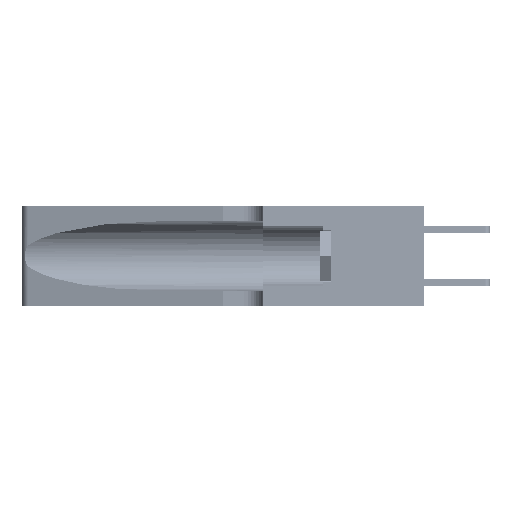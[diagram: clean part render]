
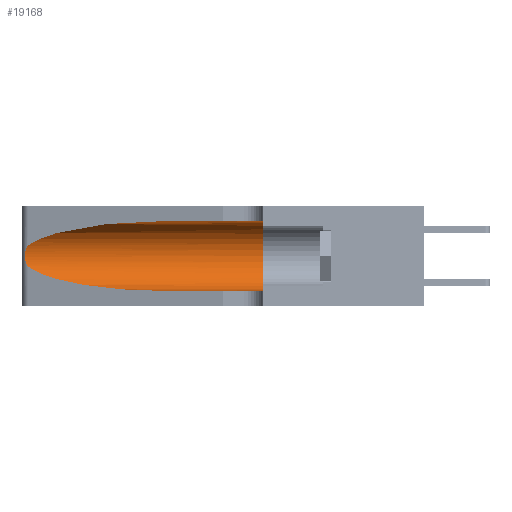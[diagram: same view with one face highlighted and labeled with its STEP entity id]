
A CAD part, left-side view. The second image highlights one B-rep face of the part: STEP entity #19168.
In plain terms, the highlighted cylindrical face has radius 3.308 mm (diameter 6.617 mm), a partial arc.
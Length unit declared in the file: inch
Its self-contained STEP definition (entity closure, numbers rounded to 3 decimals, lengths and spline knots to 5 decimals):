
#178 = CARTESIAN_POINT ( 'NONE',  ( 0.26017, 1.23833, 0.17102 ) ) ;
#385 =( BOUNDED_CURVE ( )  B_SPLINE_CURVE ( 3, ( #23677, #36441, #7454, #27042 ),
 .UNSPECIFIED., .F., .F. ) 
 B_SPLINE_CURVE_WITH_KNOTS ( ( 4, 4 ),
 ( 3.44316, 4.71239 ),
 .UNSPECIFIED. ) 
 CURVE ( )  GEOMETRIC_REPRESENTATION_ITEM ( )  RATIONAL_B_SPLINE_CURVE ( ( 1., 0.87, 0.87, 1. ) ) 
 REPRESENTATION_ITEM ( '' )  );
#1043 = EDGE_CURVE ( 'NONE', #3298, #31668, #385, .T. ) ;
#1142 = DIRECTION ( 'NONE',  ( 0., -1., 0. ) ) ;
#2032 = CARTESIAN_POINT ( 'NONE',  ( 0.25487, 1.22718, 0.22369 ) ) ;
#2538 = AXIS2_PLACEMENT_3D ( 'NONE', #29858, #10436, #17205 ) ;
#3119 = CARTESIAN_POINT ( 'NONE',  ( 0.1305, 0.35, 0.31525 ) ) ;
#3298 = VERTEX_POINT ( 'NONE', #3643 ) ;
#3390 = CARTESIAN_POINT ( 'NONE',  ( 0.25789, 1.23486, 0.15765 ) ) ;
#3643 = CARTESIAN_POINT ( 'NONE',  ( 0.25487, 1.22718, 0.14631 ) ) ;
#3915 = VECTOR ( 'NONE', #1142, 39.37008 ) ;
#4240 = CARTESIAN_POINT ( 'NONE',  ( 0.1305, 0.72297, 0.31525 ) ) ;
#4309 = CIRCLE ( 'NONE', #6335, 0.13025 ) ;
#4678 = CARTESIAN_POINT ( 'NONE',  ( 0.2373, 1.15595, 0.28018 ) ) ;
#6224 = CARTESIAN_POINT ( 'NONE',  ( 0.25787, 1.23484, 0.2124 ) ) ;
#6335 = AXIS2_PLACEMENT_3D ( 'NONE', #30332, #17530, #33431 ) ;
#6375 = ORIENTED_EDGE ( 'NONE', *, *, #33836, .T. ) ;
#6397 = CARTESIAN_POINT ( 'NONE',  ( 0.1305, 0.72297, 0.31525 ) ) ;
#7313 = VERTEX_POINT ( 'NONE', #3119 ) ;
#7454 = CARTESIAN_POINT ( 'NONE',  ( 0.18966, 0.96281, 0.05475 ) ) ;
#7478 = CARTESIAN_POINT ( 'NONE',  ( 0.18966, 0.96281, 0.31525 ) ) ;
#7754 = VERTEX_POINT ( 'NONE', #32727 ) ;
#8624 = CARTESIAN_POINT ( 'NONE',  ( 0.1305, 0.72297, 0.05475 ) ) ;
#8828 = VERTEX_POINT ( 'NONE', #39663 ) ;
#10381 = ORIENTED_EDGE ( 'NONE', *, *, #40558, .T. ) ;
#10436 = DIRECTION ( 'NONE',  ( 0., -1., 0. ) ) ;
#11021 = CARTESIAN_POINT ( 'NONE',  ( 0.25487, 1.22718, 0.22369 ) ) ;
#12542 = CARTESIAN_POINT ( 'NONE',  ( 0.26075, 1.23896, 0.178 ) ) ;
#12801 = CARTESIAN_POINT ( 'NONE',  ( 0.25487, 1.22718, 0.14631 ) ) ;
#16057 = CARTESIAN_POINT ( 'NONE',  ( 0.26075, 1.23896, 0.19203 ) ) ;
#17205 = DIRECTION ( 'NONE',  ( 0., 0., -1. ) ) ;
#17530 = DIRECTION ( 'NONE',  ( 0., 1., 0. ) ) ;
#17848 = VERTEX_POINT ( 'NONE', #6397 ) ;
#19024 = CARTESIAN_POINT ( 'NONE',  ( 0.25854, 1.2359, 0.20912 ) ) ;
#19168 = ADVANCED_FACE ( 'NONE', ( #31716 ), #35711, .F. ) ;
#19405 = ORIENTED_EDGE ( 'NONE', *, *, #1043, .T. ) ;
#21907 = ORIENTED_EDGE ( 'NONE', *, *, #24954, .F. ) ;
#22701 = CARTESIAN_POINT ( 'NONE',  ( 0.25555, 1.22993, 0.14849 ) ) ;
#23606 =( BOUNDED_CURVE ( )  B_SPLINE_CURVE ( 3, ( #4240, #7478, #4678, #11021 ),
 .UNSPECIFIED., .F., .F. ) 
 B_SPLINE_CURVE_WITH_KNOTS ( ( 4, 4 ),
 ( 1.5708, 2.84003 ),
 .UNSPECIFIED. ) 
 CURVE ( )  GEOMETRIC_REPRESENTATION_ITEM ( )  RATIONAL_B_SPLINE_CURVE ( ( 1., 0.87, 0.87, 1. ) ) 
 REPRESENTATION_ITEM ( '' )  );
#23677 = CARTESIAN_POINT ( 'NONE',  ( 0.25487, 1.22718, 0.14631 ) ) ;
#24954 = EDGE_CURVE ( 'NONE', #17848, #7313, #39118, .T. ) ;
#25544 = CARTESIAN_POINT ( 'NONE',  ( 0.25856, 1.23593, 0.16098 ) ) ;
#25624 = B_SPLINE_CURVE_WITH_KNOTS ( 'NONE', 3,
 ( #2032, #31121, #38547, #6224, #19024, #35076, #16057, #12542, #178, #25544, #3390, #32235, #22701, #12801 ),
 .UNSPECIFIED., .F., .F.,
 ( 4, 2, 2, 2, 2, 2, 4 ),
 ( 0., 0.00027, 0.00053, 0.00107, 0.0016, 0.00187, 0.00214 ),
 .UNSPECIFIED. ) ;
#26321 = CARTESIAN_POINT ( 'NONE',  ( 0.1305, 1.61858, 0.31525 ) ) ;
#27042 = CARTESIAN_POINT ( 'NONE',  ( 0.1305, 0.72297, 0.05475 ) ) ;
#27314 = ORIENTED_EDGE ( 'NONE', *, *, #29675, .T. ) ;
#28534 = LINE ( 'NONE', #28609, #38603 ) ;
#28609 = CARTESIAN_POINT ( 'NONE',  ( 0.1305, 1.61858, 0.05475 ) ) ;
#29675 = EDGE_CURVE ( 'NONE', #7754, #3298, #25624, .T. ) ;
#29858 = CARTESIAN_POINT ( 'NONE',  ( 0.1305, 1.61858, 0.185 ) ) ;
#30332 = CARTESIAN_POINT ( 'NONE',  ( 0.1305, 0.35, 0.185 ) ) ;
#30890 = EDGE_CURVE ( 'NONE', #7313, #8828, #4309, .T. ) ;
#31121 = CARTESIAN_POINT ( 'NONE',  ( 0.25555, 1.22994, 0.2215 ) ) ;
#31668 = VERTEX_POINT ( 'NONE', #8624 ) ;
#31716 = FACE_OUTER_BOUND ( 'NONE', #38979, .T. ) ;
#31857 = DIRECTION ( 'NONE',  ( 0., -1., 0. ) ) ;
#32235 = CARTESIAN_POINT ( 'NONE',  ( 0.25639, 1.23186, 0.15144 ) ) ;
#32727 = CARTESIAN_POINT ( 'NONE',  ( 0.25487, 1.22718, 0.22369 ) ) ;
#33431 = DIRECTION ( 'NONE',  ( 0., 0., 1. ) ) ;
#33836 = EDGE_CURVE ( 'NONE', #17848, #7754, #23606, .T. ) ;
#35076 = CARTESIAN_POINT ( 'NONE',  ( 0.26018, 1.23835, 0.19895 ) ) ;
#35711 = CYLINDRICAL_SURFACE ( 'NONE', #2538, 0.13025 ) ;
#36441 = CARTESIAN_POINT ( 'NONE',  ( 0.2373, 1.15595, 0.08982 ) ) ;
#38547 = CARTESIAN_POINT ( 'NONE',  ( 0.25639, 1.23184, 0.21858 ) ) ;
#38603 = VECTOR ( 'NONE', #31857, 39.37008 ) ;
#38979 = EDGE_LOOP ( 'NONE', ( #6375, #27314, #19405, #10381, #39648, #21907 ) ) ;
#39118 = LINE ( 'NONE', #26321, #3915 ) ;
#39648 = ORIENTED_EDGE ( 'NONE', *, *, #30890, .F. ) ;
#39663 = CARTESIAN_POINT ( 'NONE',  ( 0.1305, 0.35, 0.05475 ) ) ;
#40558 = EDGE_CURVE ( 'NONE', #31668, #8828, #28534, .T. ) ;
